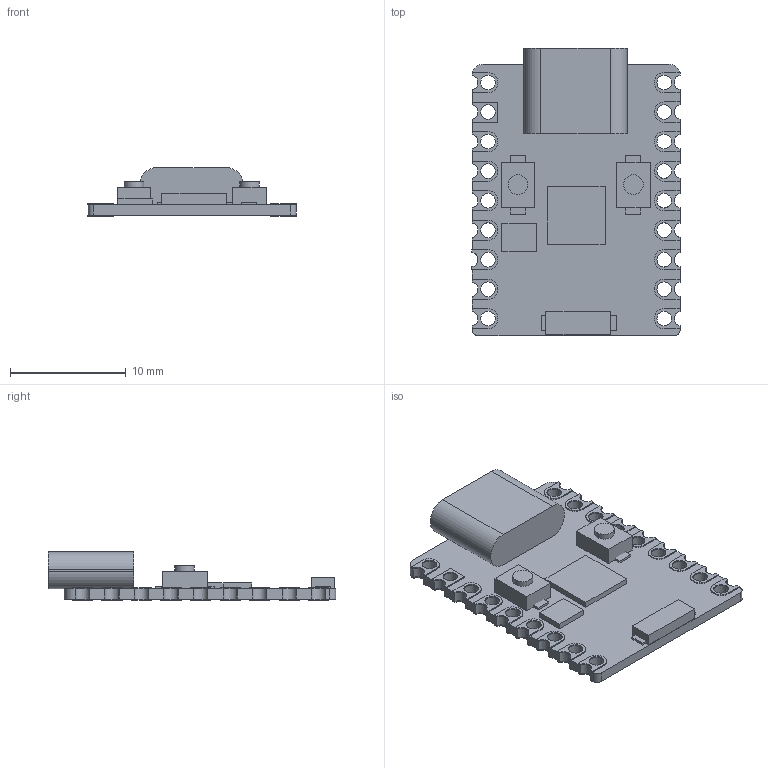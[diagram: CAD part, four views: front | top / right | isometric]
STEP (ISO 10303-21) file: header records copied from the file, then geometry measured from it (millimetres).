
FILE_DESCRIPTION(/* description */ (''),/* implementation_level */ '2;1');
FILE_NAME(/* name */ 'Waveshare ESP32-C3 Zero.step',/* time_stamp */ '2024-01-14T20:33:15+01:00',/* author */ (''),/* organization */ (''),/* preprocessor_version */ 'ST-DEVELOPER v20',/* originating_system */ 'Autodesk Translation Framework v12.14.0.127',/* authorisation */ '');
FILE_SCHEMA (('AUTOMOTIVE_DESIGN { 1 0 10303 214 3 1 1 }'));
Length unit declared in the file: millimetre
Products named in the file (26): ESP32-C3 Zero (Waveshare); PCB; USB Type-C; SoC; BOOT; RESET; Crystal; Antenna; Pad 1; Pad 2; Pad 3; Pad 4; Pad 5; Pad 6; Pad 7; Pad 8; Pad 9; Pad 10; Pad 11; Pad 12; Pad 13; Pad 14; Pad 15; Pad 16; Pad 17; Pad 18
Assembly tree (25 placements, depth 2):
  ESP32-C3 Zero (Waveshare)
    PCB
    USB Type-C
    SoC
    BOOT
    RESET
    Crystal
    Antenna
    Pad 1
    Pad 2
    Pad 3
    Pad 4
    Pad 5
    Pad 6
    Pad 7
    Pad 8
    Pad 9
    Pad 10
    Pad 11
    Pad 12
    Pad 13
    Pad 14
    Pad 15
    Pad 16
    Pad 17
    Pad 18
Bounding box: 18.03 x 24.87 x 4.2 mm (x, y, z)
Volume: 625.5 mm3; surface area: 1589.8 mm2
Topology: 48 solids, 48 shells, 518 faces, 1266 edges, 844 vertices
Faces by surface type: plane 332, cylinder 186
Full cylindrical faces by diameter (mm): 1.27 x54, 1.7 x2
Entity records: 16325 total; most frequent: DIRECTION 2776, CARTESIAN_POINT 2679, ORIENTED_EDGE 2532, EDGE_CURVE 1266, AXIS2_PLACEMENT_3D 941, LINE 894, VECTOR 894, VERTEX_POINT 844
